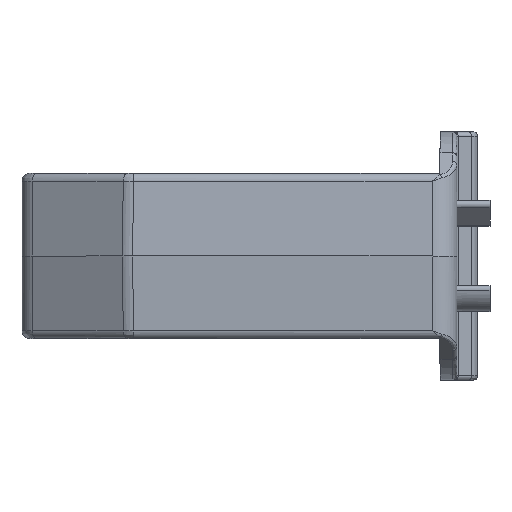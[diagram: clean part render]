
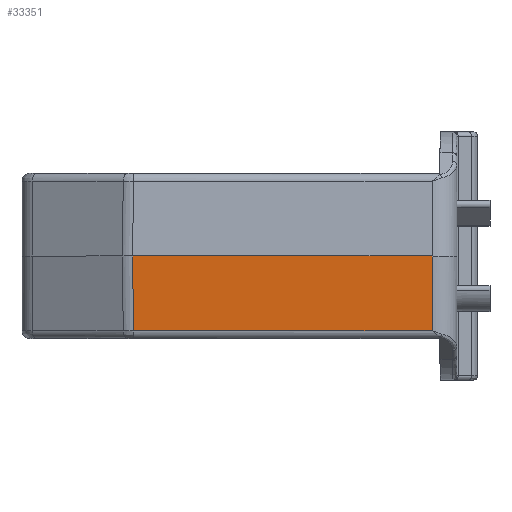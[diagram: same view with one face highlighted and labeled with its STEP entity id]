
A CAD part, left-side view. The second image highlights one B-rep face of the part: STEP entity #33351.
In plain terms, the highlighted planar face has unit normal (-0.999, 0, -0.052).
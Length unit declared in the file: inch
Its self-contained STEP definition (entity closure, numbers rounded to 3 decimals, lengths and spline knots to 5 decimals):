
#1054 = EDGE_LOOP ( 'NONE', ( #6542, #28623, #31781, #14327 ) ) ;
#1239 = VERTEX_POINT ( 'NONE', #31418 ) ;
#3013 = VECTOR ( 'NONE', #25383, 39.37008 ) ;
#3119 = EDGE_CURVE ( 'NONE', #24776, #9803, #22287, .T. ) ;
#4612 = CARTESIAN_POINT ( 'NONE',  ( -1.46063, 1.64295, 0. ) ) ;
#5626 = DIRECTION ( 'NONE',  ( -0.999, 0., -0.052 ) ) ;
#5638 = CARTESIAN_POINT ( 'NONE',  ( -1.44195, 0.21654, -0.35639 ) ) ;
#5642 = EDGE_CURVE ( 'NONE', #24776, #1239, #31468, .T. ) ;
#6542 = ORIENTED_EDGE ( 'NONE', *, *, #28543, .T. ) ;
#7983 = B_SPLINE_CURVE_WITH_KNOTS ( 'NONE', 3,
 ( #4612, #18912, #33596, #10081 ),
 .UNSPECIFIED., .F., .F.,
 ( 4, 4 ),
 ( 0., 1. ),
 .UNSPECIFIED. ) ;
#8368 = VERTEX_POINT ( 'NONE', #21678 ) ;
#9803 = VERTEX_POINT ( 'NONE', #5638 ) ;
#10081 = CARTESIAN_POINT ( 'NONE',  ( -1.44195, 1.63795, -0.35639 ) ) ;
#10870 = CARTESIAN_POINT ( 'NONE',  ( -1.44195, 1.66929, -0.35639 ) ) ;
#11118 = VECTOR ( 'NONE', #11123, 39.37008 ) ;
#11123 = DIRECTION ( 'NONE',  ( 0., 1., 0. ) ) ;
#14104 = VECTOR ( 'NONE', #25308, 39.37008 ) ;
#14327 = ORIENTED_EDGE ( 'NONE', *, *, #20187, .T. ) ;
#17167 = AXIS2_PLACEMENT_3D ( 'NONE', #34073, #5626, #37280 ) ;
#17985 = CARTESIAN_POINT ( 'NONE',  ( -1.46063, 0.21654, 0. ) ) ;
#18912 = CARTESIAN_POINT ( 'NONE',  ( -1.4544, 1.64129, -0.1188 ) ) ;
#20187 = EDGE_CURVE ( 'NONE', #1239, #8368, #7983, .T. ) ;
#21678 = CARTESIAN_POINT ( 'NONE',  ( -1.44195, 1.63795, -0.35639 ) ) ;
#22287 = LINE ( 'NONE', #30765, #14104 ) ;
#24776 = VERTEX_POINT ( 'NONE', #17985 ) ;
#25308 = DIRECTION ( 'NONE',  ( 0.052, 0., -0.999 ) ) ;
#25383 = DIRECTION ( 'NONE',  ( 0., -1., 0. ) ) ;
#25455 = CARTESIAN_POINT ( 'NONE',  ( -1.46063, 1.66929, 0. ) ) ;
#25805 = FACE_OUTER_BOUND ( 'NONE', #1054, .T. ) ;
#27657 = LINE ( 'NONE', #10870, #3013 ) ;
#28543 = EDGE_CURVE ( 'NONE', #8368, #9803, #27657, .T. ) ;
#28623 = ORIENTED_EDGE ( 'NONE', *, *, #3119, .F. ) ;
#30765 = CARTESIAN_POINT ( 'NONE',  ( -1.57195, 0.21654, 2.12405 ) ) ;
#31418 = CARTESIAN_POINT ( 'NONE',  ( -1.46063, 1.64295, 0. ) ) ;
#31435 = PLANE ( 'NONE',  #17167 ) ;
#31468 = LINE ( 'NONE', #25455, #11118 ) ;
#31781 = ORIENTED_EDGE ( 'NONE', *, *, #5642, .T. ) ;
#33351 = ADVANCED_FACE ( 'NONE', ( #25805 ), #31435, .T. ) ;
#33596 = CARTESIAN_POINT ( 'NONE',  ( -1.44818, 1.63962, -0.23759 ) ) ;
#34073 = CARTESIAN_POINT ( 'NONE',  ( -1.46063, 1.66929, 0. ) ) ;
#37280 = DIRECTION ( 'NONE',  ( -0.052, 0., 0.999 ) ) ;
